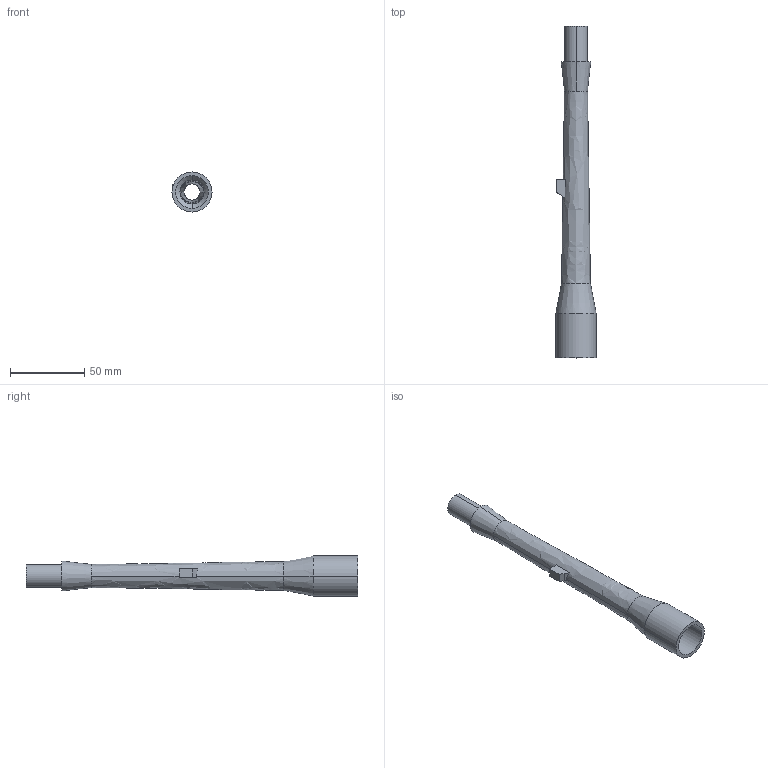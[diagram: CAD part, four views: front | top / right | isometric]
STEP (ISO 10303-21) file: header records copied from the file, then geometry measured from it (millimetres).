
FILE_DESCRIPTION (( 'STEP AP214' ), '1' );
FILE_NAME ('TMPT_BellTube.STEP', '2015-02-01T17:19:43', ( '' ), ( '' ), 'SwSTEP 2.0', 'SolidWorks 2014', '' );
FILE_SCHEMA (( 'AUTOMOTIVE_DESIGN' ));
Length unit declared in the file: metre
Products named in the file (1): TMPT_BellTube
Bounding box: 27 x 224 x 27 mm (x, y, z)
Volume: 29048.9 mm3; surface area: 24219.1 mm2
Topology: 1 solids, 1 shells, 27 faces, 66 edges, 42 vertices
Faces by surface type: plane 9, cylinder 8, cone 6, bspline 4
Entity records: 1017 total; most frequent: CARTESIAN_POINT 345, DIRECTION 137, ORIENTED_EDGE 132, EDGE_CURVE 66, AXIS2_PLACEMENT_3D 56, VERTEX_POINT 42, CIRCLE 32, EDGE_LOOP 30
